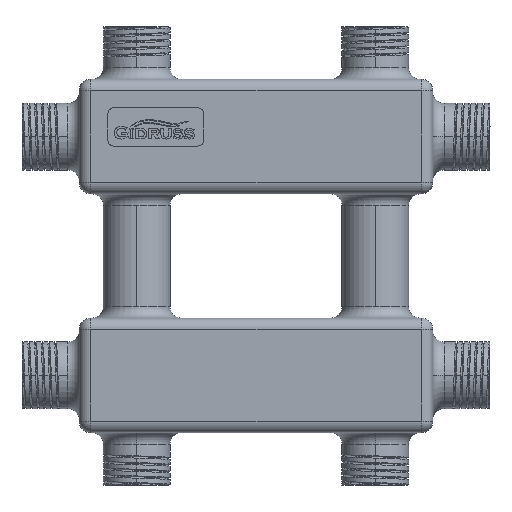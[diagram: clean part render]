
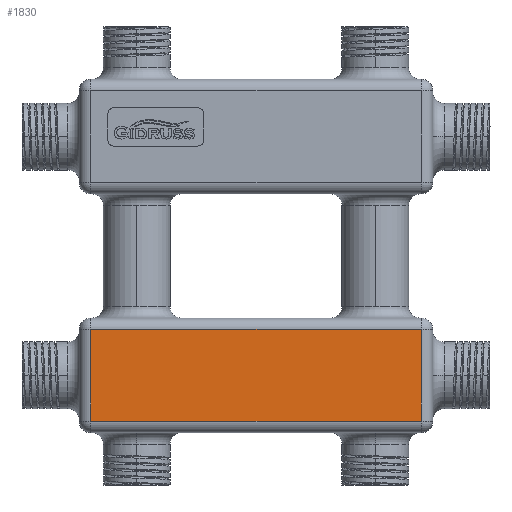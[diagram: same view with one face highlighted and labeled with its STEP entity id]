
A CAD part, top view. The second image highlights one B-rep face of the part: STEP entity #1830.
In plain terms, the highlighted planar face has unit normal (0, 0, 1).
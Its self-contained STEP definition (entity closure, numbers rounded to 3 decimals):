
#513 = EDGE_CURVE ( 'NONE', #18532, #16923, #8267, .T. ) ;
#826 = DIRECTION ( 'NONE',  ( -1., 0., 0. ) ) ;
#1830 = ADVANCED_FACE ( 'NONE', ( #11871 ), #25975, .T. ) ;
#1966 = ORIENTED_EDGE ( 'NONE', *, *, #513, .T. ) ;
#3068 = CARTESIAN_POINT ( 'NONE',  ( 6., -38.5, 30. ) ) ;
#3257 = DIRECTION ( 'NONE',  ( 1., 0., 0. ) ) ;
#4099 = LINE ( 'NONE', #21827, #22449 ) ;
#4409 = VERTEX_POINT ( 'NONE', #9270 ) ;
#5447 = CARTESIAN_POINT ( 'NONE',  ( 0., -86.5, 30. ) ) ;
#5813 = VECTOR ( 'NONE', #3257, 1000. ) ;
#8267 = LINE ( 'NONE', #27391, #11106 ) ;
#9270 = CARTESIAN_POINT ( 'NONE',  ( 6., -86.5, 30. ) ) ;
#9275 = LINE ( 'NONE', #32802, #17799 ) ;
#10367 = DIRECTION ( 'NONE',  ( 0., 0., 1. ) ) ;
#11106 = VECTOR ( 'NONE', #16989, 1000. ) ;
#11125 = LINE ( 'NONE', #5447, #5813 ) ;
#11871 = FACE_OUTER_BOUND ( 'NONE', #23711, .T. ) ;
#14270 = EDGE_CURVE ( 'NONE', #4409, #18532, #11125, .T. ) ;
#14888 = CARTESIAN_POINT ( 'NONE',  ( 179., -38.5, 30. ) ) ;
#16923 = VERTEX_POINT ( 'NONE', #14888 ) ;
#16989 = DIRECTION ( 'NONE',  ( 0., 1., 0. ) ) ;
#17799 = VECTOR ( 'NONE', #27803, 1000. ) ;
#17907 = EDGE_CURVE ( 'NONE', #32585, #4409, #9275, .T. ) ;
#18532 = VERTEX_POINT ( 'NONE', #33813 ) ;
#21827 = CARTESIAN_POINT ( 'NONE',  ( 0., -38.5, 30. ) ) ;
#21871 = ORIENTED_EDGE ( 'NONE', *, *, #17907, .T. ) ;
#22449 = VECTOR ( 'NONE', #826, 1000. ) ;
#22484 = ORIENTED_EDGE ( 'NONE', *, *, #14270, .T. ) ;
#22980 = CARTESIAN_POINT ( 'NONE',  ( 0., 0., 30. ) ) ;
#23004 = AXIS2_PLACEMENT_3D ( 'NONE', #22980, #10367, #28609 ) ;
#23107 = EDGE_CURVE ( 'NONE', #16923, #32585, #4099, .T. ) ;
#23711 = EDGE_LOOP ( 'NONE', ( #21871, #22484, #1966, #30306 ) ) ;
#25975 = PLANE ( 'NONE',  #23004 ) ;
#27391 = CARTESIAN_POINT ( 'NONE',  ( 179., 0., 30. ) ) ;
#27803 = DIRECTION ( 'NONE',  ( 0., -1., 0. ) ) ;
#28609 = DIRECTION ( 'NONE',  ( 1., 0., 0. ) ) ;
#30306 = ORIENTED_EDGE ( 'NONE', *, *, #23107, .T. ) ;
#32585 = VERTEX_POINT ( 'NONE', #3068 ) ;
#32802 = CARTESIAN_POINT ( 'NONE',  ( 6., 0., 30. ) ) ;
#33813 = CARTESIAN_POINT ( 'NONE',  ( 179., -86.5, 30. ) ) ;
